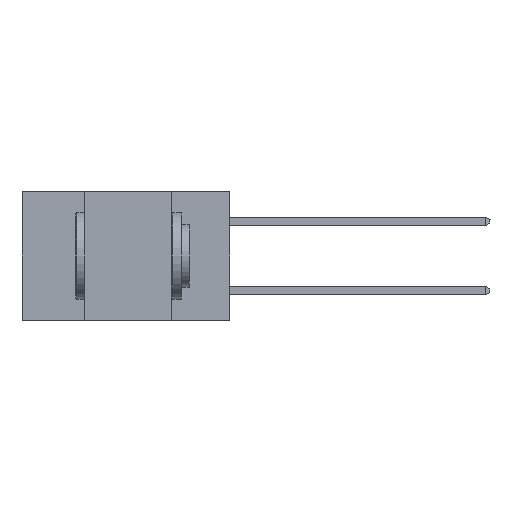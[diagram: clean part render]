
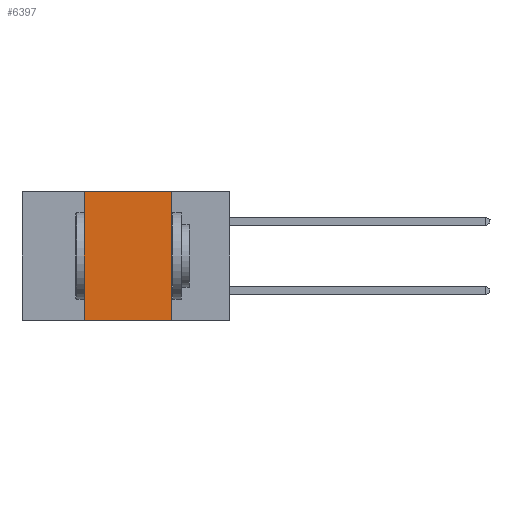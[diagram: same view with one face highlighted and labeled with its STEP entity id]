
A CAD part, left-side view. The second image highlights one B-rep face of the part: STEP entity #6397.
In plain terms, the highlighted planar face has unit normal (-1, 0, 0).
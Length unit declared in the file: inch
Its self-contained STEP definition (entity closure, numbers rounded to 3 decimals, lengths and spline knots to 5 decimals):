
#117 = ORIENTED_EDGE ( 'NONE', *, *, #7166, .F. ) ;
#336 = DIRECTION ( 'NONE',  ( 0., -1., 0. ) ) ;
#2301 = ORIENTED_EDGE ( 'NONE', *, *, #12067, .T. ) ;
#2658 = AXIS2_PLACEMENT_3D ( 'NONE', #8679, #15657, #15894 ) ;
#2711 = CARTESIAN_POINT ( 'NONE',  ( 0., 0.6, 0. ) ) ;
#4724 = FACE_OUTER_BOUND ( 'NONE', #18541, .T. ) ;
#5542 = ORIENTED_EDGE ( 'NONE', *, *, #17888, .F. ) ;
#6397 = ADVANCED_FACE ( 'NONE', ( #4724 ), #10251, .F. ) ;
#7166 = EDGE_CURVE ( 'NONE', #22169, #16803, #20855, .T. ) ;
#7434 = CARTESIAN_POINT ( 'NONE',  ( 0., 0.42, -0.37 ) ) ;
#8062 = DIRECTION ( 'NONE',  ( 0., 0., -1. ) ) ;
#8679 = CARTESIAN_POINT ( 'NONE',  ( 0., 0.6, 0. ) ) ;
#10251 = PLANE ( 'NONE',  #2658 ) ;
#10925 = CARTESIAN_POINT ( 'NONE',  ( 0., 0.6, -0.37 ) ) ;
#11767 = LINE ( 'NONE', #23178, #15481 ) ;
#12067 = EDGE_CURVE ( 'NONE', #16256, #21676, #19821, .T. ) ;
#13244 = EDGE_CURVE ( 'NONE', #16803, #21676, #11767, .T. ) ;
#15481 = VECTOR ( 'NONE', #8062, 39.37008 ) ;
#15657 = DIRECTION ( 'NONE',  ( 1., 0., 0. ) ) ;
#15894 = DIRECTION ( 'NONE',  ( 0., 0., -1. ) ) ;
#16256 = VERTEX_POINT ( 'NONE', #7434 ) ;
#16785 = CARTESIAN_POINT ( 'NONE',  ( 0., 0.42, -0.37 ) ) ;
#16803 = VERTEX_POINT ( 'NONE', #23119 ) ;
#17031 = LINE ( 'NONE', #16785, #22058 ) ;
#17888 = EDGE_CURVE ( 'NONE', #16256, #22169, #17031, .T. ) ;
#18541 = EDGE_LOOP ( 'NONE', ( #22276, #117, #5542, #2301 ) ) ;
#18579 = DIRECTION ( 'NONE',  ( 0., 0., 1. ) ) ;
#19177 = DIRECTION ( 'NONE',  ( 0., -1., 0. ) ) ;
#19274 = CARTESIAN_POINT ( 'NONE',  ( 0., 0.42, 0. ) ) ;
#19821 = LINE ( 'NONE', #10925, #20423 ) ;
#20423 = VECTOR ( 'NONE', #336, 39.37008 ) ;
#20855 = LINE ( 'NONE', #2711, #23003 ) ;
#21676 = VERTEX_POINT ( 'NONE', #23142 ) ;
#22058 = VECTOR ( 'NONE', #18579, 39.37008 ) ;
#22169 = VERTEX_POINT ( 'NONE', #19274 ) ;
#22276 = ORIENTED_EDGE ( 'NONE', *, *, #13244, .F. ) ;
#23003 = VECTOR ( 'NONE', #19177, 39.37008 ) ;
#23119 = CARTESIAN_POINT ( 'NONE',  ( 0., 0.17, 0. ) ) ;
#23142 = CARTESIAN_POINT ( 'NONE',  ( 0., 0.17, -0.37 ) ) ;
#23178 = CARTESIAN_POINT ( 'NONE',  ( 0., 0.17, -0.37 ) ) ;
